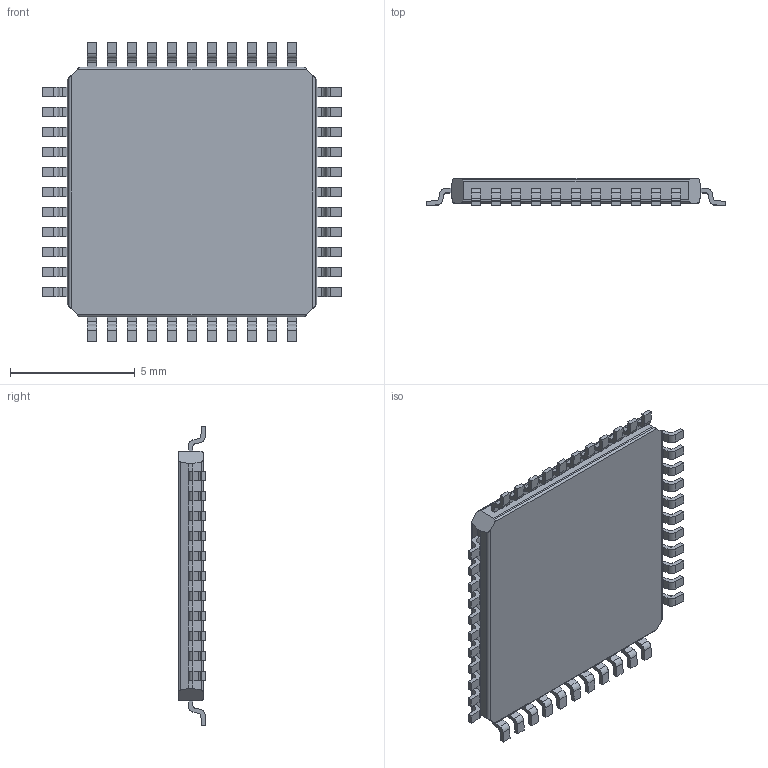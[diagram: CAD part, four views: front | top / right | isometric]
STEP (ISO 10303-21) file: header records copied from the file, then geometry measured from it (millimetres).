
FILE_DESCRIPTION(('STEP AP242'),'1');
FILE_NAME('atmega32u4-au.stp','2020-10-13T18:01:34',('TraceParts'),('TraceParts S.A.'),'Spatial InterOp 3D',' ',' ');
FILE_SCHEMA(('AP242_MANAGED_MODEL_BASED_3D_ENGINEERING_MIM_LF {1 0 10303 442 1 1 4}'));
Length unit declared in the file: millimetre
Products named in the file (1): atmega32u4-au
Bounding box: 12 x 1.1 x 12 mm (x, y, z)
Volume: 102.5 mm3; surface area: 295.2 mm2
Topology: 1 solids, 1 shells, 623 faces, 1706 edges, 1108 vertices
Faces by surface type: plane 437, cylinder 186
Entity records: 24568 total; most frequent: CARTESIAN_POINT 3438, ORIENTED_EDGE 3412, DIRECTION 3326, EDGE_CURVE 1706, LINE 1334, VECTOR 1334, VERTEX_POINT 1108, AXIS2_PLACEMENT_3D 996
